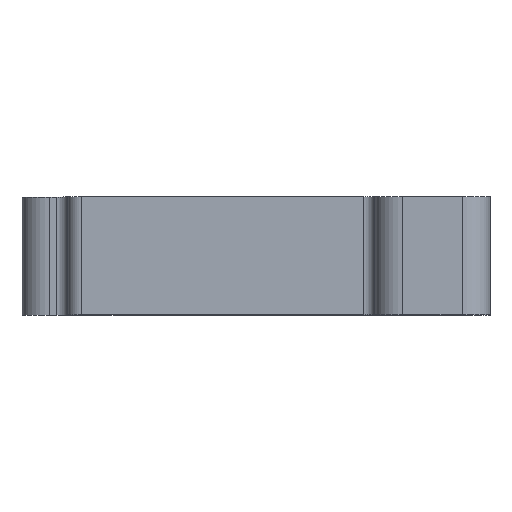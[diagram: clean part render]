
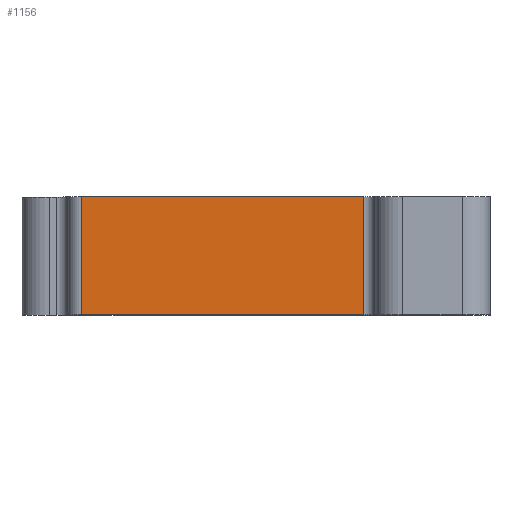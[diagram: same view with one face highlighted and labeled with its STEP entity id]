
A CAD part, top view. The second image highlights one B-rep face of the part: STEP entity #1156.
In plain terms, the highlighted planar face has unit normal (0, 0, 1).
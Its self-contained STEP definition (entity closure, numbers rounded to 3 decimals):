
#170 = VERTEX_POINT('',#171);
#171 = CARTESIAN_POINT('',(5.61,0.,9.35));
#178 = EDGE_CURVE('',#170,#179,#181,.T.);
#179 = VERTEX_POINT('',#180);
#180 = CARTESIAN_POINT('',(-14.7,0.,9.35));
#181 = LINE('',#182,#183);
#182 = CARTESIAN_POINT('',(6.41,0.,9.35));
#183 = VECTOR('',#184,1.);
#184 = DIRECTION('',(-1.,0.,0.));
#1112 = EDGE_CURVE('',#1113,#170,#1115,.T.);
#1113 = VERTEX_POINT('',#1114);
#1114 = CARTESIAN_POINT('',(5.61,8.5,9.35));
#1115 = LINE('',#1116,#1117);
#1116 = CARTESIAN_POINT('',(5.61,8.5,9.35));
#1117 = VECTOR('',#1118,1.);
#1118 = DIRECTION('',(0.,-1.,0.));
#1156 = ADVANCED_FACE('',(#1157),#1175,.F.);
#1157 = FACE_BOUND('',#1158,.F.);
#1158 = EDGE_LOOP('',(#1159,#1167,#1168,#1169));
#1159 = ORIENTED_EDGE('',*,*,#1160,.F.);
#1160 = EDGE_CURVE('',#1113,#1161,#1163,.T.);
#1161 = VERTEX_POINT('',#1162);
#1162 = CARTESIAN_POINT('',(-14.7,8.5,9.35));
#1163 = LINE('',#1164,#1165);
#1164 = CARTESIAN_POINT('',(6.41,8.5,9.35));
#1165 = VECTOR('',#1166,1.);
#1166 = DIRECTION('',(-1.,0.,0.));
#1167 = ORIENTED_EDGE('',*,*,#1112,.T.);
#1168 = ORIENTED_EDGE('',*,*,#178,.T.);
#1169 = ORIENTED_EDGE('',*,*,#1170,.F.);
#1170 = EDGE_CURVE('',#1161,#179,#1171,.T.);
#1171 = LINE('',#1172,#1173);
#1172 = CARTESIAN_POINT('',(-14.7,8.5,9.35));
#1173 = VECTOR('',#1174,1.);
#1174 = DIRECTION('',(0.,-1.,0.));
#1175 = PLANE('',#1176);
#1176 = AXIS2_PLACEMENT_3D('',#1177,#1178,#1179);
#1177 = CARTESIAN_POINT('',(6.41,8.5,9.35));
#1178 = DIRECTION('',(0.,0.,-1.));
#1179 = DIRECTION('',(-1.,-0.,0.));
